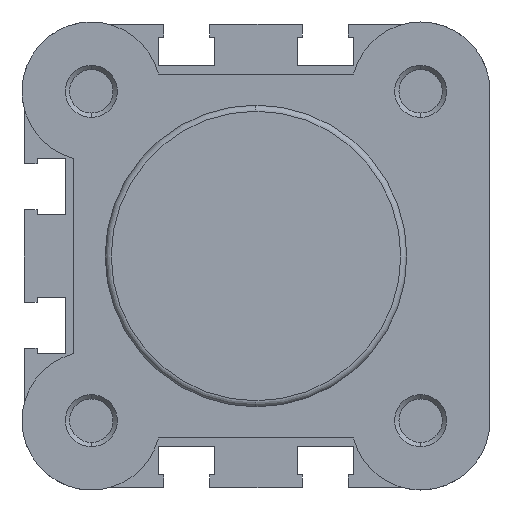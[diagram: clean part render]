
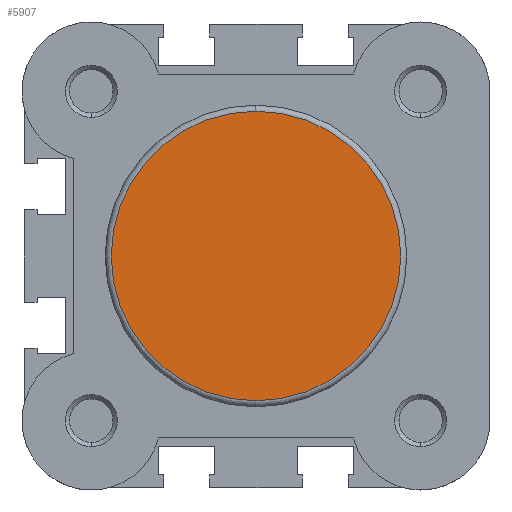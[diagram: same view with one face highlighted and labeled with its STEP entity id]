
A CAD part, left-side view. The second image highlights one B-rep face of the part: STEP entity #5907.
In plain terms, the highlighted planar face has unit normal (-1, 0, 0).
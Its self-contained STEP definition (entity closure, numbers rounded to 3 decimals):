
#481 = CARTESIAN_POINT ( 'NONE',  ( 0., 0., -16.7 ) ) ;
#512 = CARTESIAN_POINT ( 'NONE',  ( 0., 0., 16.7 ) ) ;
#692 = PLANE ( 'NONE',  #2326 ) ;
#700 = CARTESIAN_POINT ( 'NONE',  ( 0., -17.4, 0. ) ) ;
#701 = DIRECTION ( 'NONE',  ( -1., 0., 0. ) ) ;
#702 = DIRECTION ( 'NONE',  ( 0., 0., 1. ) ) ;
#1564 = CIRCLE ( 'NONE', #2179, 16.7 ) ;
#1873 = EDGE_CURVE ( 'NONE', #5784, #5753, #1564, .T. ) ;
#1973 = EDGE_CURVE ( 'NONE', #5753, #5784, #2625, .T. ) ;
#2179 = AXIS2_PLACEMENT_3D ( 'NONE', #4239, #4240, #4241 ) ;
#2210 = AXIS2_PLACEMENT_3D ( 'NONE', #4380, #4388, #4389 ) ;
#2326 = AXIS2_PLACEMENT_3D ( 'NONE', #700, #701, #702 ) ;
#2625 = CIRCLE ( 'NONE', #2210, 16.7 ) ;
#2849 = FACE_OUTER_BOUND ( 'NONE', #6442, .T. ) ;
#4239 = CARTESIAN_POINT ( 'NONE',  ( 0., 0., 0. ) ) ;
#4240 = DIRECTION ( 'NONE',  ( -1., 0., 0. ) ) ;
#4241 = DIRECTION ( 'NONE',  ( 0., 0., 1. ) ) ;
#4380 = CARTESIAN_POINT ( 'NONE',  ( 0., 0., 0. ) ) ;
#4388 = DIRECTION ( 'NONE',  ( -1., 0., 0. ) ) ;
#4389 = DIRECTION ( 'NONE',  ( 0., 0., 1. ) ) ;
#5753 = VERTEX_POINT ( 'NONE', #481 ) ;
#5784 = VERTEX_POINT ( 'NONE', #512 ) ;
#5889 = ORIENTED_EDGE ( 'NONE', *, *, #1873, .T. ) ;
#5907 = ADVANCED_FACE ( 'NONE', ( #2849 ), #692, .T. ) ;
#5952 = ORIENTED_EDGE ( 'NONE', *, *, #1973, .T. ) ;
#6442 = EDGE_LOOP ( 'NONE', ( #5889, #5952 ) ) ;
